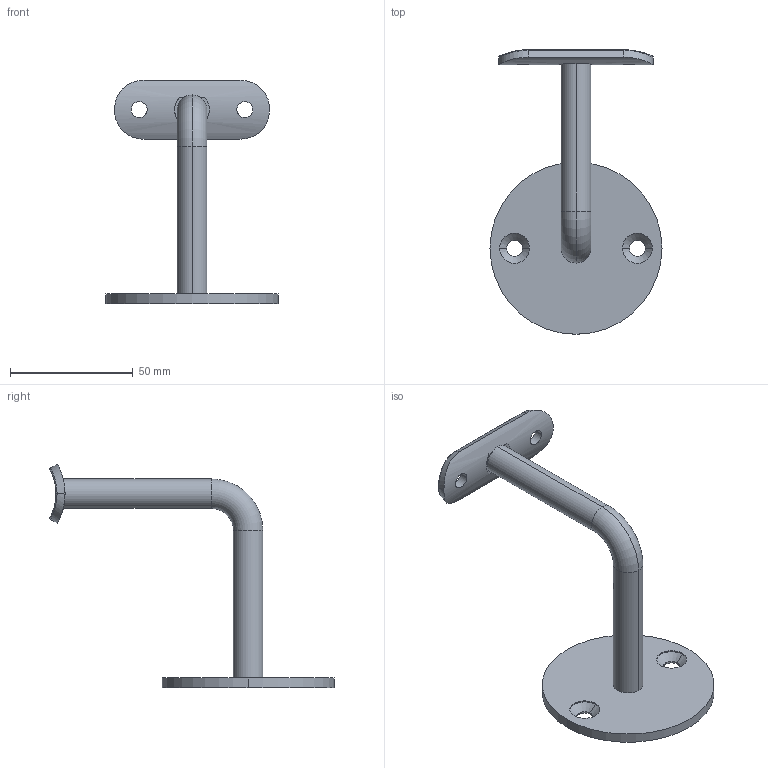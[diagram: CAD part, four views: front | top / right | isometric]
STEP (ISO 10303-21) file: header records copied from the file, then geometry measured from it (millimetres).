
FILE_DESCRIPTION (( 'STEP AP203' ), '1' );
FILE_NAME ('50304-240.STEP', '2020-09-04T08:40:22', ( '' ), ( '' ), 'SwSTEP 2.0', 'SolidWorks 2018', '' );
FILE_SCHEMA (( 'CONFIG_CONTROL_DESIGN' ));
Length unit declared in the file: millimetre
Products named in the file (10): 50304-240 Teil3; socket countersunk head screw_din; 50304-240 Teil1_50304-240 Teil1; 50304-240; 50304-240 Teil1; 50304-240 Teil3_50304-240 Teil3; 50304-240 Teil2; socket countersunk head screw_din_DIN 7991 - M6 x 16 --- 16S; 50304-240 Teil2_50304-240 Teil 2
Assembly tree (5 placements, depth 2):
  50304-240 Teil3
  socket countersunk head screw_din
  50304-240
    50304-240 Teil1_50304-240 Teil1
    50304-240 Teil2_50304-240 Teil 2
    50304-240 Teil3_50304-240 Teil3
    socket countersunk head screw_din_DIN 7991 - M6 x 16 --- 16S  x2
  50304-240 Teil1
  socket countersunk head screw_din
Bounding box: 70 x 115.65 x 91 mm (x, y, z)
Volume: 35029.5 mm3; surface area: 19344.6 mm2
Topology: 5 solids, 5 shells, 489 faces, 1249 edges, 792 vertices
Faces by surface type: plane 159, cone 124, bspline 107, cylinder 93, torus 6
Entity records: 19582 total; most frequent: CARTESIAN_POINT 9768, ORIENTED_EDGE 1998, DIRECTION 1555, EDGE_CURVE 999, VERTEX_POINT 643, VECTOR 563, LINE 563, AXIS2_PLACEMENT_3D 496
